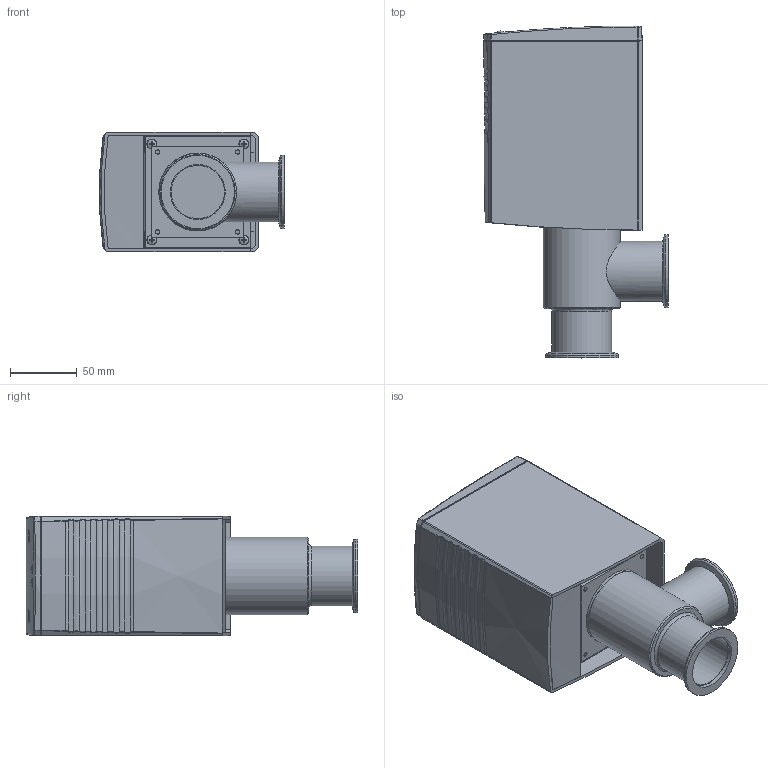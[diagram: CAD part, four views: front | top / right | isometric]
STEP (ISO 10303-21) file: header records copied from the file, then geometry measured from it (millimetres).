
FILE_DESCRIPTION((''),'2;1');
FILE_NAME('MPFA54536.stp','2008-07-04T15:31:41',('KPE'),(''),'Autodesk Inventor 2009','Autodesk Inventor 2009','');
FILE_SCHEMA(('AUTOMOTIVE_DESIGN { 1 0 10303 214 1 1 1 1 }'));
Length unit declared in the file: millimetre
Products named in the file (1): M253-505
Bounding box: 138.69 x 249 x 90 mm (x, y, z)
Volume: 389552.1 mm3; surface area: 384823.4 mm2
Topology: 14 solids, 14 shells, 1529 faces, 3723 edges, 2396 vertices
Faces by surface type: plane 815, cylinder 299, bspline 152, cone 124, torus 119, sphere 20
Full cylindrical faces by diameter (mm): 2.5 x4, 3 x4, 3.242 x4, 3.4 x4, 4 x8, 4.1 x4, 4.2 x8, 5 x4, 5.3 x4, 5.5 x3, 6.5 x4, 7 x8, 7.5 x6, 8.5 x4, 10 x1, 11.934 x4, 13 x1, 20.5 x1, 31.7 x1, 31.98 x1, 40 x3, 41.3 x2, 42 x1, 45 x2, 49 x1, 54 x1, 55 x2, 58.1 x1, 58.45 x2, 60.9 x1
Entity records: 54209 total; most frequent: CARTESIAN_POINT 19334, DIRECTION 7294, ORIENTED_EDGE 6848, EDGE_CURVE 3424, AXIS2_PLACEMENT_3D 2756, VERTEX_POINT 2351, EDGE_LOOP 2005, VECTOR 1782
